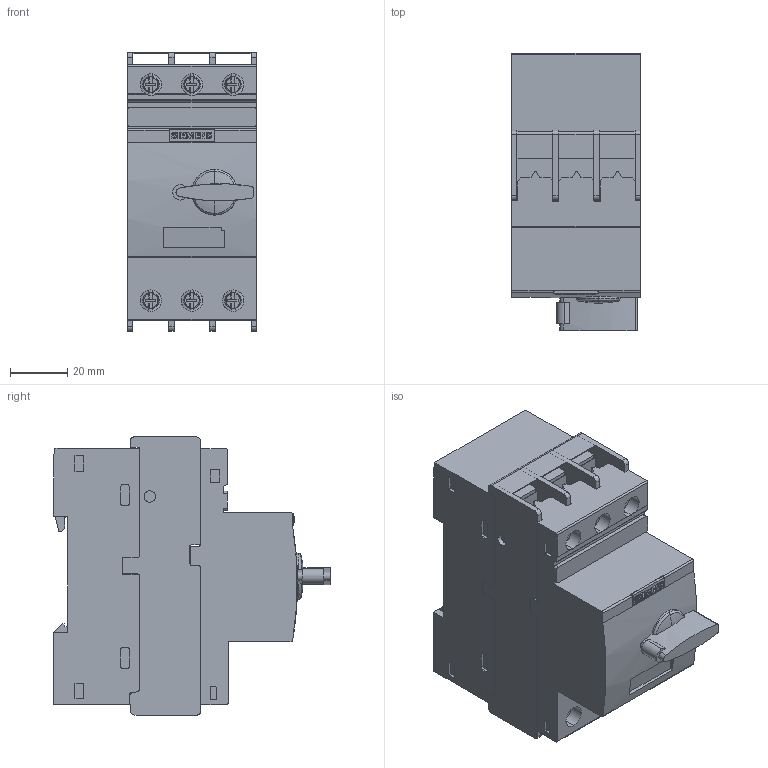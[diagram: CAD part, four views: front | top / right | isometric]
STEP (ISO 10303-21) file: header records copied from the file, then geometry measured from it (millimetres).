
FILE_DESCRIPTION(('STEP AP214'),'1');
FILE_NAME('cctmp_F4F5C7EA-5F03-46F9-9EF0-BF07637D0A34_2019_5_7_16_16_20_838..stp','2019-05-07T14:16:21',('SIEMENS A&D'),('CADClick - www.CADClick.com'),'Spatial InterOp 3D postprocessed',' ','unknown authorization');
FILE_SCHEMA(('AUTOMOTIVE_DESIGN'));
Length unit declared in the file: millimetre
Products named in the file (1): 3RV23214AC10
Bounding box: 45 x 96.9 x 97.4 mm (x, y, z)
Volume: 269470.5 mm3; surface area: 44809.3 mm2
Topology: 1 solids, 1 shells, 767 faces, 2262 edges, 1489 vertices
Faces by surface type: plane 503, cylinder 208, torus 32, cone 24
Entity records: 28967 total; most frequent: CARTESIAN_POINT 5770, ORIENTED_EDGE 4524, DIRECTION 4264, EDGE_CURVE 2262, LINE 1566, VECTOR 1566, VERTEX_POINT 1489, AXIS2_PLACEMENT_3D 1349
